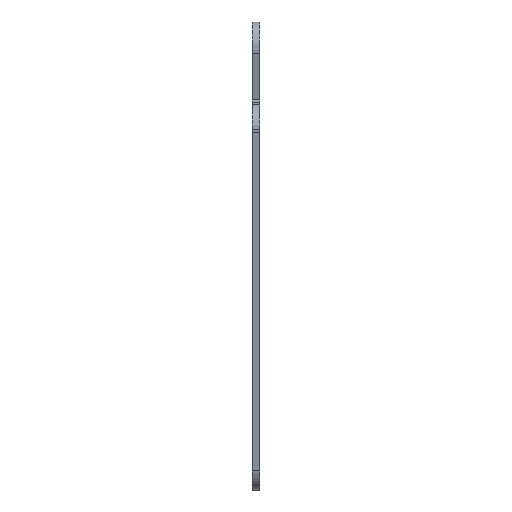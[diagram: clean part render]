
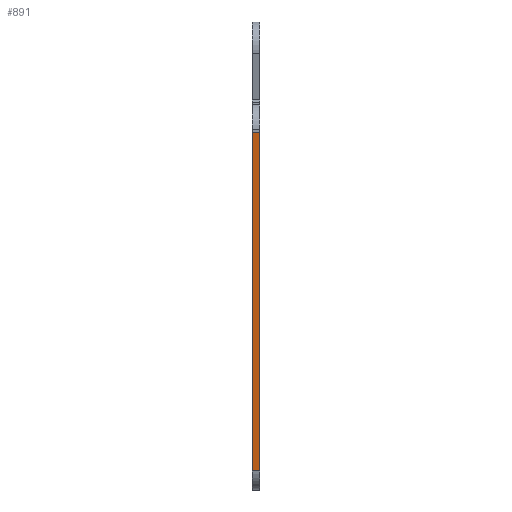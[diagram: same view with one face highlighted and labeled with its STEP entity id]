
A CAD part, top view. The second image highlights one B-rep face of the part: STEP entity #891.
In plain terms, the highlighted planar face has unit normal (0, -0.201, 0.98).
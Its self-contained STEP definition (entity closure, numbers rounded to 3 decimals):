
#28 = VECTOR ( 'NONE', #33, 1000. ) ;
#33 = DIRECTION ( 'NONE',  ( 0., -0.98, -0.201 ) ) ;
#50 = VERTEX_POINT ( 'NONE', #420 ) ;
#54 = CARTESIAN_POINT ( 'NONE',  ( 1.651, 68.141, 54.43 ) ) ;
#134 = CARTESIAN_POINT ( 'NONE',  ( 1.651, -6.878, 39.006 ) ) ;
#138 = VERTEX_POINT ( 'NONE', #384 ) ;
#145 = EDGE_CURVE ( 'NONE', #960, #765, #645, .T. ) ;
#183 = AXIS2_PLACEMENT_3D ( 'NONE', #319, #284, #391 ) ;
#284 = DIRECTION ( 'NONE',  ( 0., 0.201, -0.98 ) ) ;
#319 = CARTESIAN_POINT ( 'NONE',  ( 1.651, -11.203, 38.117 ) ) ;
#342 = CARTESIAN_POINT ( 'NONE',  ( 1.651, -6.878, 39.006 ) ) ;
#368 = PLANE ( 'NONE',  #183 ) ;
#380 = DIRECTION ( 'NONE',  ( 1., 0., 0. ) ) ;
#383 = EDGE_LOOP ( 'NONE', ( #509, #511, #514, #516 ) ) ;
#384 = CARTESIAN_POINT ( 'NONE',  ( 0., 63.194, 53.413 ) ) ;
#391 = DIRECTION ( 'NONE',  ( -0.983, -0.179, -0.037 ) ) ;
#414 = EDGE_CURVE ( 'NONE', #50, #765, #614, .T. ) ;
#420 = CARTESIAN_POINT ( 'NONE',  ( 1.651, 63.194, 53.413 ) ) ;
#509 = ORIENTED_EDGE ( 'NONE', *, *, #983, .T. ) ;
#511 = ORIENTED_EDGE ( 'NONE', *, *, #145, .T. ) ;
#514 = ORIENTED_EDGE ( 'NONE', *, *, #414, .F. ) ;
#516 = ORIENTED_EDGE ( 'NONE', *, *, #927, .T. ) ;
#614 = LINE ( 'NONE', #54, #28 ) ;
#629 = DIRECTION ( 'NONE',  ( 0., -0.98, -0.201 ) ) ;
#634 = CARTESIAN_POINT ( 'NONE',  ( 0., -11.203, 38.117 ) ) ;
#645 = LINE ( 'NONE', #342, #648 ) ;
#648 = VECTOR ( 'NONE', #380, 1000. ) ;
#751 = CARTESIAN_POINT ( 'NONE',  ( 0., -6.878, 39.006 ) ) ;
#765 = VERTEX_POINT ( 'NONE', #134 ) ;
#798 = FACE_OUTER_BOUND ( 'NONE', #383, .T. ) ;
#836 = VECTOR ( 'NONE', #629, 1000. ) ;
#852 = LINE ( 'NONE', #634, #836 ) ;
#863 = CARTESIAN_POINT ( 'NONE',  ( 1.651, 63.194, 53.413 ) ) ;
#891 = ADVANCED_FACE ( 'NONE', ( #798 ), #368, .F. ) ;
#917 = DIRECTION ( 'NONE',  ( -1., 0., 0. ) ) ;
#927 = EDGE_CURVE ( 'NONE', #50, #138, #947, .T. ) ;
#934 = VECTOR ( 'NONE', #917, 1000. ) ;
#947 = LINE ( 'NONE', #863, #934 ) ;
#960 = VERTEX_POINT ( 'NONE', #751 ) ;
#983 = EDGE_CURVE ( 'NONE', #138, #960, #852, .T. ) ;
